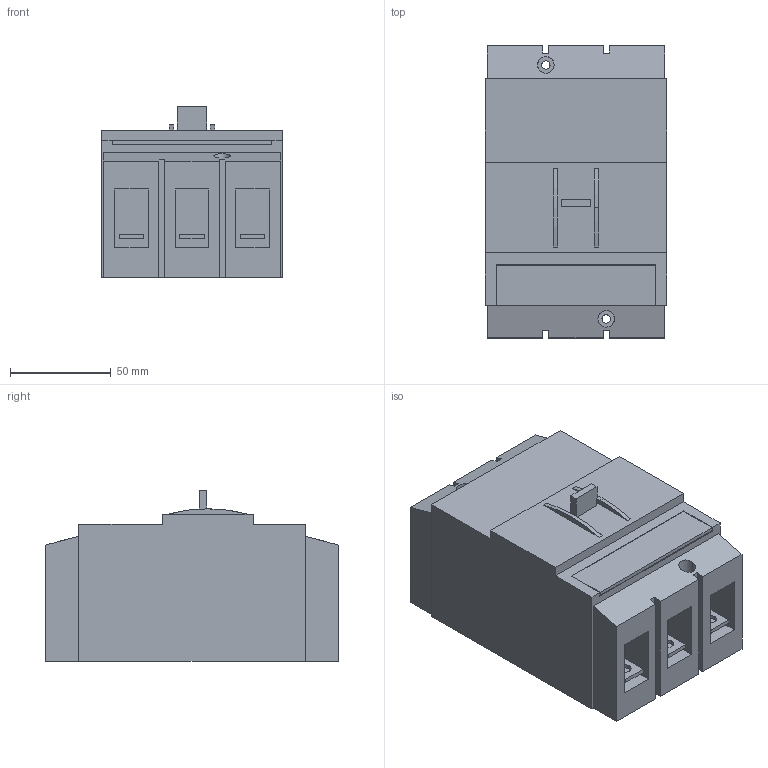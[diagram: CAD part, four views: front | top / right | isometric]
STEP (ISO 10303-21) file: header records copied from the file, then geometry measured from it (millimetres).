
FILE_DESCRIPTION (( 'STEP AP214' ), '1' );
FILE_NAME ('nzm1_3p.STEP', '2011-03-04T13:59:21', ( 'mvlk' ), ( '' ), 'SwSTEP 2.0', 'SolidWorks 2010', '' );
FILE_SCHEMA (( 'AUTOMOTIVE_DESIGN' ));
Length unit declared in the file: millimetre
Products named in the file (4): nzm1_3p_p1; nzm1_3p_p2; nzm1_3p_p3; nzm1_3p
Assembly tree (4 placements, depth 2):
  nzm1_3p
    nzm1_3p_p2  x2
    nzm1_3p_p1
    nzm1_3p_p3
Bounding box: 90 x 145 x 84.52 mm (x, y, z)
Volume: 828516.3 mm3; surface area: 90325.9 mm2
Topology: 4 solids, 4 shells, 138 faces, 358 edges, 238 vertices
Faces by surface type: plane 115, cylinder 23
Entity records: 3410 total; most frequent: CARTESIAN_POINT 576, ORIENTED_EDGE 548, DIRECTION 536, EDGE_CURVE 274, VECTOR 236, LINE 236, VERTEX_POINT 182, AXIS2_PLACEMENT_3D 150
